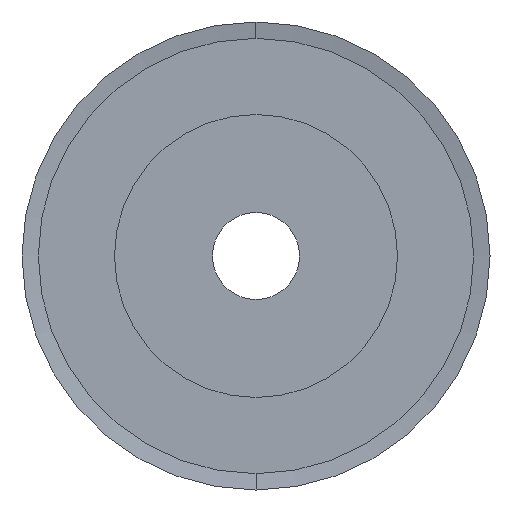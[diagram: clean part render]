
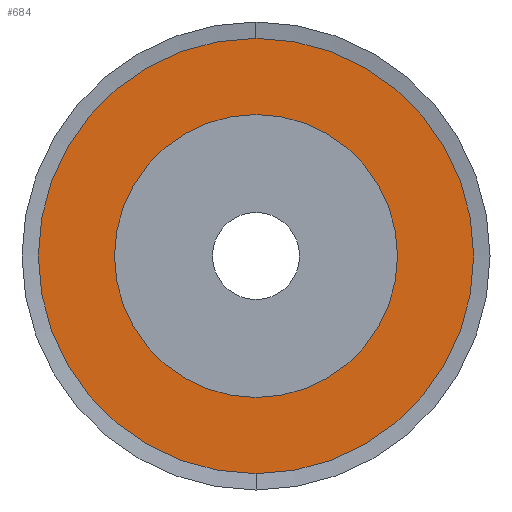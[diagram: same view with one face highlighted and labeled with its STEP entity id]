
A CAD part, left-side view. The second image highlights one B-rep face of the part: STEP entity #684.
In plain terms, the highlighted planar face has unit normal (-1, 0, 0).
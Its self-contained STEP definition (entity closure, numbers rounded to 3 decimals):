
#684=ADVANCED_FACE('',(#1372,#1373),#1374,.T.);
#1372=FACE_OUTER_BOUND('',#2061,.T.);
#1373=FACE_BOUND('',#2062,.T.);
#1374=PLANE('',#2063);
#2061=EDGE_LOOP('',(#4224,#4225));
#2062=EDGE_LOOP('',(#4226,#4227));
#2063=AXIS2_PLACEMENT_3D('',#4228,#4229,#4230);
#4224=ORIENTED_EDGE('',*,*,#5149,.F.);
#4225=ORIENTED_EDGE('',*,*,#4307,.F.);
#4226=ORIENTED_EDGE('',*,*,#4297,.F.);
#4227=ORIENTED_EDGE('',*,*,#5150,.F.);
#4228=CARTESIAN_POINT('',(-15.75,0.0,-16.25));
#4229=DIRECTION('',(-1.0,0.0,0.0));
#4230=DIRECTION('',(0.0,0.0,1.0));
#4297=EDGE_CURVE('',#5178,#5174,#5180,.T.);
#4307=EDGE_CURVE('',#5194,#5191,#5196,.T.);
#5149=EDGE_CURVE('',#5191,#5194,#6454,.T.);
#5150=EDGE_CURVE('',#5174,#5178,#6455,.T.);
#5174=VERTEX_POINT('',#6481);
#5178=VERTEX_POINT('',#6486);
#5180=CIRCLE('',#6489,13.0);
#5191=VERTEX_POINT('',#6502);
#5194=VERTEX_POINT('',#6506);
#5196=CIRCLE('',#6509,20.0);
#6454=CIRCLE('',#8078,20.0);
#6455=CIRCLE('',#8079,13.0);
#6481=CARTESIAN_POINT('',(-15.75,0.,-13.0));
#6486=CARTESIAN_POINT('',(-15.75,0.,13.0));
#6489=AXIS2_PLACEMENT_3D('',#8105,#8106,#8107);
#6502=CARTESIAN_POINT('',(-15.75,0.0,-20.0));
#6506=CARTESIAN_POINT('',(-15.75,0.,20.0));
#6509=AXIS2_PLACEMENT_3D('',#8121,#8122,#8123);
#8078=AXIS2_PLACEMENT_3D('',#9383,#9384,#9385);
#8079=AXIS2_PLACEMENT_3D('',#9386,#9387,#9388);
#8105=CARTESIAN_POINT('',(-15.75,0.0,0.0));
#8106=DIRECTION('',(-1.0,0.0,0.0));
#8107=DIRECTION('',(0.0,0.0,-1.0));
#8121=CARTESIAN_POINT('',(-15.75,0.0,0.0));
#8122=DIRECTION('',(1.0,0.0,0.0));
#8123=DIRECTION('',(0.0,0.0,-1.0));
#9383=CARTESIAN_POINT('',(-15.75,0.0,0.0));
#9384=DIRECTION('',(1.0,0.0,0.0));
#9385=DIRECTION('',(0.0,0.0,-1.0));
#9386=CARTESIAN_POINT('',(-15.75,0.0,0.0));
#9387=DIRECTION('',(-1.0,0.0,0.0));
#9388=DIRECTION('',(0.0,0.0,-1.0));
